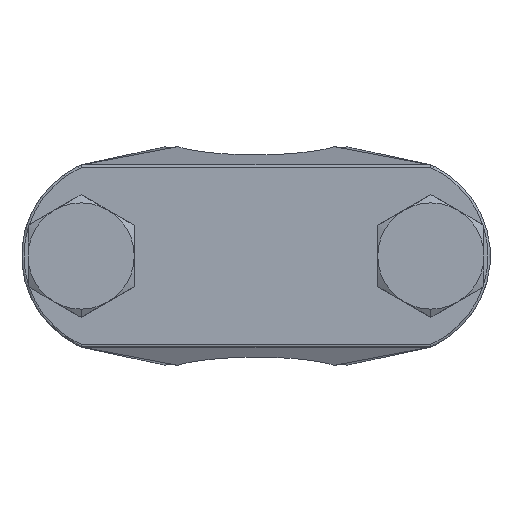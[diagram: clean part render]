
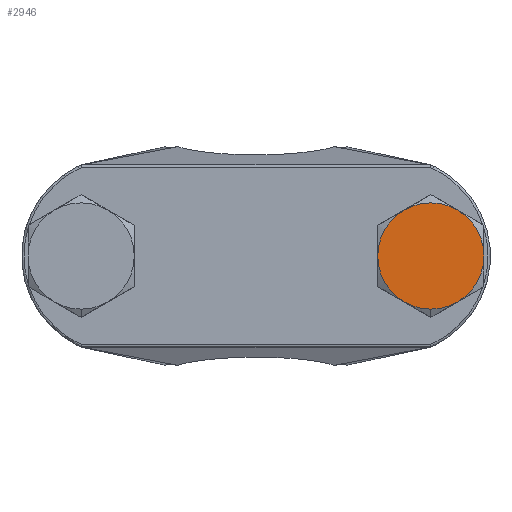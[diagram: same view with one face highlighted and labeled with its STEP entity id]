
A CAD part, front view. The second image highlights one B-rep face of the part: STEP entity #2946.
In plain terms, the highlighted planar face has unit normal (0, -1, 0).
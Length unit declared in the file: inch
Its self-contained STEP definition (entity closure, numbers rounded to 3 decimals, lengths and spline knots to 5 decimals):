
#30 = VERTEX_POINT ( 'NONE', #2334 ) ;
#175 = CARTESIAN_POINT ( 'NONE',  ( 0.93875, -0.2763, 0. ) ) ;
#177 = PLANE ( 'NONE',  #1699 ) ;
#196 = DIRECTION ( 'NONE',  ( 0., 0., -1. ) ) ;
#228 = DIRECTION ( 'NONE',  ( 0., 0., -1. ) ) ;
#230 = DIRECTION ( 'NONE',  ( 0., -1., 0. ) ) ;
#270 = CARTESIAN_POINT ( 'NONE',  ( 0.72, -0.2763, 0. ) ) ;
#283 = DIRECTION ( 'NONE',  ( 0., -1., 0. ) ) ;
#335 = CIRCLE ( 'NONE', #1755, 0.21875 ) ;
#405 = ORIENTED_EDGE ( 'NONE', *, *, #3013, .T. ) ;
#475 = CARTESIAN_POINT ( 'NONE',  ( 0.72, -0.2763, 0. ) ) ;
#514 = AXIS2_PLACEMENT_3D ( 'NONE', #1891, #3138, #2505 ) ;
#555 = DIRECTION ( 'NONE',  ( 0., -1., 0. ) ) ;
#620 = EDGE_CURVE ( 'NONE', #1613, #2735, #2719, .T. ) ;
#690 = ORIENTED_EDGE ( 'NONE', *, *, #1255, .T. ) ;
#711 = CARTESIAN_POINT ( 'NONE',  ( 0.50125, -0.2763, 0. ) ) ;
#726 = CIRCLE ( 'NONE', #3781, 0.21875 ) ;
#748 = ORIENTED_EDGE ( 'NONE', *, *, #2199, .T. ) ;
#940 = VERTEX_POINT ( 'NONE', #1523 ) ;
#963 = DIRECTION ( 'NONE',  ( 0., 0., -1. ) ) ;
#1071 = CARTESIAN_POINT ( 'NONE',  ( 0., -0.2763, 0. ) ) ;
#1155 = DIRECTION ( 'NONE',  ( 0., 0., -1. ) ) ;
#1172 = CIRCLE ( 'NONE', #3552, 0.21875 ) ;
#1214 = CARTESIAN_POINT ( 'NONE',  ( 0.72, -0.2763, 0. ) ) ;
#1255 = EDGE_CURVE ( 'NONE', #3741, #2832, #335, .T. ) ;
#1310 = CARTESIAN_POINT ( 'NONE',  ( 0.82938, -0.2763, 0.18944 ) ) ;
#1444 = DIRECTION ( 'NONE',  ( 0., -1., 0. ) ) ;
#1486 = DIRECTION ( 'NONE',  ( 0., 0., -1. ) ) ;
#1516 = VERTEX_POINT ( 'NONE', #2757 ) ;
#1523 = CARTESIAN_POINT ( 'NONE',  ( 0.61062, -0.2763, 0.18944 ) ) ;
#1587 = CIRCLE ( 'NONE', #514, 0.21875 ) ;
#1613 = VERTEX_POINT ( 'NONE', #711 ) ;
#1699 = AXIS2_PLACEMENT_3D ( 'NONE', #1071, #2319, #196 ) ;
#1705 = DIRECTION ( 'NONE',  ( 0., 0., -1. ) ) ;
#1755 = AXIS2_PLACEMENT_3D ( 'NONE', #3852, #1444, #228 ) ;
#1756 = CIRCLE ( 'NONE', #3740, 0.21875 ) ;
#1824 = CARTESIAN_POINT ( 'NONE',  ( 0.72, -0.2763, 0. ) ) ;
#1891 = CARTESIAN_POINT ( 'NONE',  ( 0.72, -0.2763, 0. ) ) ;
#2081 = EDGE_LOOP ( 'NONE', ( #405, #3813, #3474, #690, #748, #3196, #3080 ) ) ;
#2199 = EDGE_CURVE ( 'NONE', #2832, #940, #2388, .T. ) ;
#2319 = DIRECTION ( 'NONE',  ( 0., -1., 0. ) ) ;
#2334 = CARTESIAN_POINT ( 'NONE',  ( 0.72, -0.2763, -0.21875 ) ) ;
#2388 = CIRCLE ( 'NONE', #3201, 0.21875 ) ;
#2403 = FACE_OUTER_BOUND ( 'NONE', #2081, .T. ) ;
#2503 = EDGE_CURVE ( 'NONE', #30, #1516, #1756, .T. ) ;
#2505 = DIRECTION ( 'NONE',  ( 0., 0., -1. ) ) ;
#2525 = AXIS2_PLACEMENT_3D ( 'NONE', #2696, #555, #1486 ) ;
#2670 = EDGE_CURVE ( 'NONE', #1516, #3741, #1172, .T. ) ;
#2696 = CARTESIAN_POINT ( 'NONE',  ( 0.72, -0.2763, 0. ) ) ;
#2719 = CIRCLE ( 'NONE', #2525, 0.21875 ) ;
#2735 = VERTEX_POINT ( 'NONE', #3376 ) ;
#2757 = CARTESIAN_POINT ( 'NONE',  ( 0.82938, -0.2763, -0.18944 ) ) ;
#2832 = VERTEX_POINT ( 'NONE', #1310 ) ;
#2946 = ADVANCED_FACE ( 'NONE', ( #2403 ), #177, .T. ) ;
#3013 = EDGE_CURVE ( 'NONE', #2735, #30, #726, .T. ) ;
#3046 = DIRECTION ( 'NONE',  ( 0., -1., 0. ) ) ;
#3080 = ORIENTED_EDGE ( 'NONE', *, *, #620, .T. ) ;
#3138 = DIRECTION ( 'NONE',  ( 0., -1., 0. ) ) ;
#3196 = ORIENTED_EDGE ( 'NONE', *, *, #3611, .T. ) ;
#3201 = AXIS2_PLACEMENT_3D ( 'NONE', #1214, #3046, #3320 ) ;
#3320 = DIRECTION ( 'NONE',  ( 0., 0., -1. ) ) ;
#3376 = CARTESIAN_POINT ( 'NONE',  ( 0.61062, -0.2763, -0.18944 ) ) ;
#3474 = ORIENTED_EDGE ( 'NONE', *, *, #2670, .T. ) ;
#3552 = AXIS2_PLACEMENT_3D ( 'NONE', #1824, #283, #963 ) ;
#3611 = EDGE_CURVE ( 'NONE', #940, #1613, #1587, .T. ) ;
#3740 = AXIS2_PLACEMENT_3D ( 'NONE', #475, #3787, #1705 ) ;
#3741 = VERTEX_POINT ( 'NONE', #175 ) ;
#3781 = AXIS2_PLACEMENT_3D ( 'NONE', #270, #230, #1155 ) ;
#3787 = DIRECTION ( 'NONE',  ( 0., -1., 0. ) ) ;
#3813 = ORIENTED_EDGE ( 'NONE', *, *, #2503, .T. ) ;
#3852 = CARTESIAN_POINT ( 'NONE',  ( 0.72, -0.2763, 0. ) ) ;
